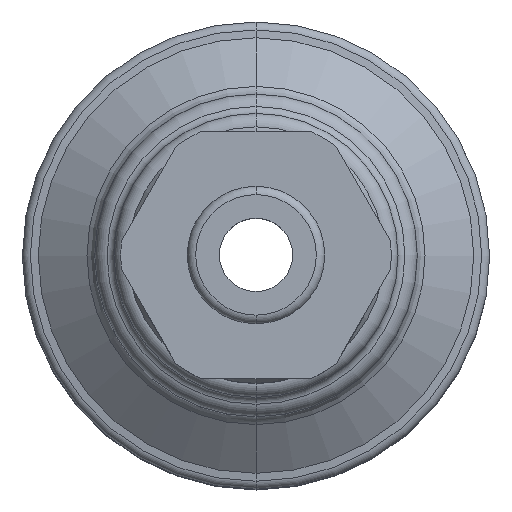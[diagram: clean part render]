
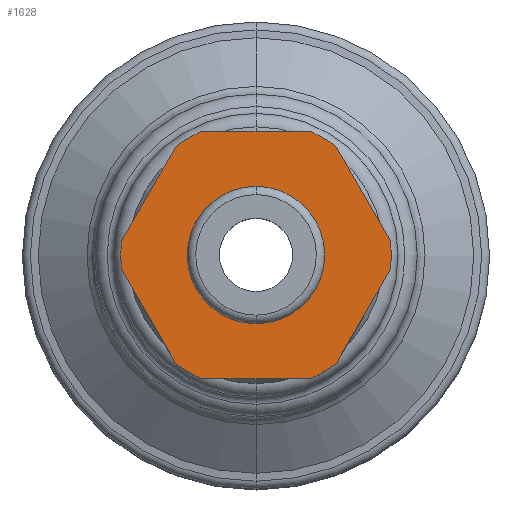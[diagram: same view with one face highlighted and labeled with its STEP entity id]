
A CAD part, top view. The second image highlights one B-rep face of the part: STEP entity #1628.
In plain terms, the highlighted planar face has unit normal (0, 0, 1).
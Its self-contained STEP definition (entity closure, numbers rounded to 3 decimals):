
#13 = CARTESIAN_POINT ( 'NONE',  ( -6.58, 0., 7.5 ) ) ;
#39 = VECTOR ( 'NONE', #2786, 1000. ) ;
#51 = PLANE ( 'NONE',  #1246 ) ;
#70 = EDGE_CURVE ( 'NONE', #756, #1265, #1193, .T. ) ;
#72 = EDGE_CURVE ( 'NONE', #1793, #1614, #3222, .T. ) ;
#74 = VERTEX_POINT ( 'NONE', #2055 ) ;
#90 = CIRCLE ( 'NONE', #2011, 14.75 ) ;
#130 = CARTESIAN_POINT ( 'NONE',  ( 5.942, -13.5, 7.5 ) ) ;
#161 = AXIS2_PLACEMENT_3D ( 'NONE', #384, #2353, #2061 ) ;
#166 = CARTESIAN_POINT ( 'NONE',  ( 0., 0., 7.5 ) ) ;
#200 = CARTESIAN_POINT ( 'NONE',  ( -14.75, 0., 7.5 ) ) ;
#220 = DIRECTION ( 'NONE',  ( 0., 0., -1. ) ) ;
#228 = EDGE_CURVE ( 'NONE', #1614, #1793, #2708, .T. ) ;
#260 = EDGE_CURVE ( 'NONE', #436, #1534, #761, .T. ) ;
#264 = FACE_OUTER_BOUND ( 'NONE', #2264, .T. ) ;
#265 = AXIS2_PLACEMENT_3D ( 'NONE', #1680, #2461, #2775 ) ;
#311 = EDGE_CURVE ( 'NONE', #1674, #1140, #3089, .T. ) ;
#322 = DIRECTION ( 'NONE',  ( -1., 0., 0. ) ) ;
#346 = CARTESIAN_POINT ( 'NONE',  ( 14.663, 1.604, 7.5 ) ) ;
#381 = VECTOR ( 'NONE', #576, 1000. ) ;
#384 = CARTESIAN_POINT ( 'NONE',  ( 0., 0., 7.5 ) ) ;
#436 = VERTEX_POINT ( 'NONE', #3395 ) ;
#474 = ORIENTED_EDGE ( 'NONE', *, *, #1466, .F. ) ;
#506 = VERTEX_POINT ( 'NONE', #3354 ) ;
#520 = ORIENTED_EDGE ( 'NONE', *, *, #3176, .T. ) ;
#576 = DIRECTION ( 'NONE',  ( 0.5, -0.866, 0. ) ) ;
#584 = EDGE_CURVE ( 'NONE', #1113, #506, #1959, .T. ) ;
#587 = DIRECTION ( 'NONE',  ( 1., 0., 0. ) ) ;
#606 = VECTOR ( 'NONE', #2389, 1000. ) ;
#639 = CARTESIAN_POINT ( 'NONE',  ( -7.794, 13.5, 7.5 ) ) ;
#688 = CARTESIAN_POINT ( 'NONE',  ( 0., 0., 7.5 ) ) ;
#718 = VECTOR ( 'NONE', #322, 1000. ) ;
#756 = VERTEX_POINT ( 'NONE', #2135 ) ;
#761 = LINE ( 'NONE', #2443, #39 ) ;
#806 = CARTESIAN_POINT ( 'NONE',  ( 8.72, -11.896, 7.5 ) ) ;
#866 = CARTESIAN_POINT ( 'NONE',  ( -15.588, 0., 7.5 ) ) ;
#953 = CIRCLE ( 'NONE', #265, 14.75 ) ;
#978 = CARTESIAN_POINT ( 'NONE',  ( -8.72, -11.896, 7.5 ) ) ;
#993 = DIRECTION ( 'NONE',  ( -1., 0., 0. ) ) ;
#1001 = CIRCLE ( 'NONE', #1707, 14.75 ) ;
#1113 = VERTEX_POINT ( 'NONE', #346 ) ;
#1136 = CARTESIAN_POINT ( 'NONE',  ( 14.75, 0., 7.5 ) ) ;
#1140 = VERTEX_POINT ( 'NONE', #978 ) ;
#1142 = DIRECTION ( 'NONE',  ( 0., 0., -1. ) ) ;
#1174 = LINE ( 'NONE', #3142, #718 ) ;
#1193 = CIRCLE ( 'NONE', #3564, 14.75 ) ;
#1219 = EDGE_CURVE ( 'NONE', #1631, #1534, #1001, .T. ) ;
#1246 = AXIS2_PLACEMENT_3D ( 'NONE', #1136, #3083, #587 ) ;
#1265 = VERTEX_POINT ( 'NONE', #2230 ) ;
#1282 = LINE ( 'NONE', #1340, #3289 ) ;
#1296 = ORIENTED_EDGE ( 'NONE', *, *, #2056, .F. ) ;
#1305 = DIRECTION ( 'NONE',  ( -1., 0., 0. ) ) ;
#1340 = CARTESIAN_POINT ( 'NONE',  ( 15.588, 0., 7.5 ) ) ;
#1373 = AXIS2_PLACEMENT_3D ( 'NONE', #2373, #2923, #993 ) ;
#1408 = EDGE_CURVE ( 'NONE', #756, #74, #1174, .T. ) ;
#1466 = EDGE_CURVE ( 'NONE', #1674, #2800, #1651, .T. ) ;
#1476 = LINE ( 'NONE', #639, #606 ) ;
#1512 = EDGE_CURVE ( 'NONE', #1631, #506, #2037, .T. ) ;
#1534 = VERTEX_POINT ( 'NONE', #130 ) ;
#1539 = ORIENTED_EDGE ( 'NONE', *, *, #72, .T. ) ;
#1583 = DIRECTION ( 'NONE',  ( -0.5, 0.866, 0. ) ) ;
#1590 = VERTEX_POINT ( 'NONE', #2467 ) ;
#1596 = AXIS2_PLACEMENT_3D ( 'NONE', #1756, #1142, #2852 ) ;
#1614 = VERTEX_POINT ( 'NONE', #13 ) ;
#1628 = ADVANCED_FACE ( 'NONE', ( #264, #3042 ), #51, .T. ) ;
#1631 = VERTEX_POINT ( 'NONE', #806 ) ;
#1651 = CIRCLE ( 'NONE', #1596, 14.75 ) ;
#1665 = ORIENTED_EDGE ( 'NONE', *, *, #1512, .T. ) ;
#1674 = VERTEX_POINT ( 'NONE', #3417 ) ;
#1680 = CARTESIAN_POINT ( 'NONE',  ( 0., 0., 7.5 ) ) ;
#1707 = AXIS2_PLACEMENT_3D ( 'NONE', #688, #3512, #2148 ) ;
#1709 = VECTOR ( 'NONE', #2291, 1000. ) ;
#1721 = CIRCLE ( 'NONE', #1373, 14.75 ) ;
#1756 = CARTESIAN_POINT ( 'NONE',  ( 0., 0., 7.5 ) ) ;
#1788 = DIRECTION ( 'NONE',  ( -1., 0., 0. ) ) ;
#1793 = VERTEX_POINT ( 'NONE', #2831 ) ;
#1814 = EDGE_CURVE ( 'NONE', #2800, #1590, #90, .T. ) ;
#1817 = CARTESIAN_POINT ( 'NONE',  ( 0., 0., 7.5 ) ) ;
#1882 = ORIENTED_EDGE ( 'NONE', *, *, #2636, .T. ) ;
#1959 = CIRCLE ( 'NONE', #161, 14.75 ) ;
#2011 = AXIS2_PLACEMENT_3D ( 'NONE', #2034, #2863, #2632 ) ;
#2034 = CARTESIAN_POINT ( 'NONE',  ( 0., 0., 7.5 ) ) ;
#2037 = LINE ( 'NONE', #3386, #1709 ) ;
#2055 = CARTESIAN_POINT ( 'NONE',  ( -5.942, 13.5, 7.5 ) ) ;
#2056 = EDGE_CURVE ( 'NONE', #436, #1140, #953, .T. ) ;
#2061 = DIRECTION ( 'NONE',  ( -1., 0., 0. ) ) ;
#2129 = AXIS2_PLACEMENT_3D ( 'NONE', #2166, #220, #1305 ) ;
#2132 = DIRECTION ( 'NONE',  ( 0., 0., -1. ) ) ;
#2135 = CARTESIAN_POINT ( 'NONE',  ( 5.942, 13.5, 7.5 ) ) ;
#2148 = DIRECTION ( 'NONE',  ( -1., 0., 0. ) ) ;
#2166 = CARTESIAN_POINT ( 'NONE',  ( 0., 0., 7.5 ) ) ;
#2230 = CARTESIAN_POINT ( 'NONE',  ( 8.72, 11.896, 7.5 ) ) ;
#2264 = EDGE_LOOP ( 'NONE', ( #3505, #2340, #1665, #2600, #520, #3217, #2989, #2766, #1882, #3581, #474, #3261, #1296 ) ) ;
#2291 = DIRECTION ( 'NONE',  ( 0.5, 0.866, 0. ) ) ;
#2307 = AXIS2_PLACEMENT_3D ( 'NONE', #1817, #3475, #1788 ) ;
#2340 = ORIENTED_EDGE ( 'NONE', *, *, #1219, .F. ) ;
#2352 = EDGE_CURVE ( 'NONE', #3310, #74, #1721, .T. ) ;
#2353 = DIRECTION ( 'NONE',  ( 0., 0., -1. ) ) ;
#2373 = CARTESIAN_POINT ( 'NONE',  ( 0., 0., 7.5 ) ) ;
#2389 = DIRECTION ( 'NONE',  ( -0.5, -0.866, 0. ) ) ;
#2443 = CARTESIAN_POINT ( 'NONE',  ( -7.794, -13.5, 7.5 ) ) ;
#2461 = DIRECTION ( 'NONE',  ( 0., 0., -1. ) ) ;
#2467 = CARTESIAN_POINT ( 'NONE',  ( -14.663, 1.604, 7.5 ) ) ;
#2600 = ORIENTED_EDGE ( 'NONE', *, *, #584, .F. ) ;
#2632 = DIRECTION ( 'NONE',  ( -1., 0., 0. ) ) ;
#2636 = EDGE_CURVE ( 'NONE', #3310, #1590, #1476, .T. ) ;
#2653 = EDGE_LOOP ( 'NONE', ( #3315, #1539 ) ) ;
#2708 = CIRCLE ( 'NONE', #2129, 6.58 ) ;
#2766 = ORIENTED_EDGE ( 'NONE', *, *, #2352, .F. ) ;
#2775 = DIRECTION ( 'NONE',  ( -1., 0., 0. ) ) ;
#2786 = DIRECTION ( 'NONE',  ( 1., 0., 0. ) ) ;
#2800 = VERTEX_POINT ( 'NONE', #200 ) ;
#2831 = CARTESIAN_POINT ( 'NONE',  ( 6.58, 0., 7.5 ) ) ;
#2852 = DIRECTION ( 'NONE',  ( -1., 0., 0. ) ) ;
#2863 = DIRECTION ( 'NONE',  ( 0., 0., -1. ) ) ;
#2923 = DIRECTION ( 'NONE',  ( 0., 0., -1. ) ) ;
#2989 = ORIENTED_EDGE ( 'NONE', *, *, #1408, .T. ) ;
#3042 = FACE_BOUND ( 'NONE', #2653, .T. ) ;
#3083 = DIRECTION ( 'NONE',  ( 0., 0., 1. ) ) ;
#3089 = LINE ( 'NONE', #866, #381 ) ;
#3142 = CARTESIAN_POINT ( 'NONE',  ( 7.794, 13.5, 7.5 ) ) ;
#3176 = EDGE_CURVE ( 'NONE', #1113, #1265, #1282, .T. ) ;
#3195 = DIRECTION ( 'NONE',  ( -1., 0., 0. ) ) ;
#3217 = ORIENTED_EDGE ( 'NONE', *, *, #70, .F. ) ;
#3222 = CIRCLE ( 'NONE', #2307, 6.58 ) ;
#3261 = ORIENTED_EDGE ( 'NONE', *, *, #311, .T. ) ;
#3289 = VECTOR ( 'NONE', #1583, 1000. ) ;
#3310 = VERTEX_POINT ( 'NONE', #3567 ) ;
#3315 = ORIENTED_EDGE ( 'NONE', *, *, #228, .T. ) ;
#3354 = CARTESIAN_POINT ( 'NONE',  ( 14.663, -1.604, 7.5 ) ) ;
#3386 = CARTESIAN_POINT ( 'NONE',  ( 7.794, -13.5, 7.5 ) ) ;
#3395 = CARTESIAN_POINT ( 'NONE',  ( -5.942, -13.5, 7.5 ) ) ;
#3417 = CARTESIAN_POINT ( 'NONE',  ( -14.663, -1.604, 7.5 ) ) ;
#3475 = DIRECTION ( 'NONE',  ( 0., 0., -1. ) ) ;
#3505 = ORIENTED_EDGE ( 'NONE', *, *, #260, .T. ) ;
#3512 = DIRECTION ( 'NONE',  ( 0., 0., -1. ) ) ;
#3564 = AXIS2_PLACEMENT_3D ( 'NONE', #166, #2132, #3195 ) ;
#3567 = CARTESIAN_POINT ( 'NONE',  ( -8.72, 11.896, 7.5 ) ) ;
#3581 = ORIENTED_EDGE ( 'NONE', *, *, #1814, .F. ) ;
